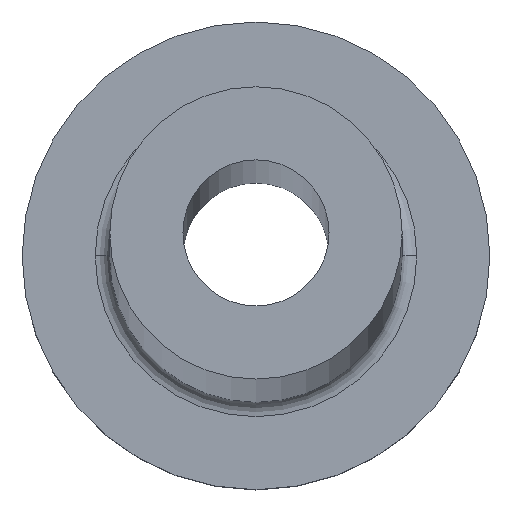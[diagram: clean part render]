
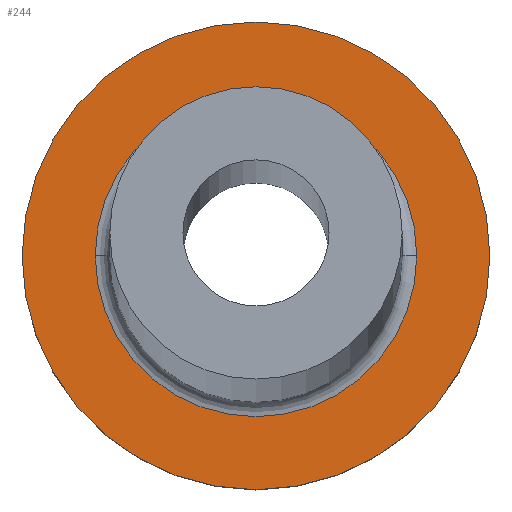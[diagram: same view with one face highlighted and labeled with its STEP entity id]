
A CAD part, top view. The second image highlights one B-rep face of the part: STEP entity #244.
In plain terms, the highlighted planar face has unit normal (0, 0, 1).
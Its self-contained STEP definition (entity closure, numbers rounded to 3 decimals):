
#8 = FACE_BOUND ( 'NONE', #123, .T. ) ;
#9 = DIRECTION ( 'NONE',  ( 1., 0., 0. ) ) ;
#10 = AXIS2_PLACEMENT_3D ( 'NONE', #32, #56, #294 ) ;
#12 = ORIENTED_EDGE ( 'NONE', *, *, #351, .T. ) ;
#31 = CARTESIAN_POINT ( 'NONE',  ( -5.5, 0., 5. ) ) ;
#32 = CARTESIAN_POINT ( 'NONE',  ( 0., 0., 5. ) ) ;
#51 = VERTEX_POINT ( 'NONE', #372 ) ;
#55 = DIRECTION ( 'NONE',  ( 1., 0., 0. ) ) ;
#56 = DIRECTION ( 'NONE',  ( 0., 0., -1. ) ) ;
#63 = EDGE_LOOP ( 'NONE', ( #349, #12 ) ) ;
#79 = CARTESIAN_POINT ( 'NONE',  ( 5.5, 0., 5. ) ) ;
#93 = DIRECTION ( 'NONE',  ( 0., 0., 1. ) ) ;
#97 = FACE_OUTER_BOUND ( 'NONE', #63, .T. ) ;
#98 = VERTEX_POINT ( 'NONE', #79 ) ;
#107 = AXIS2_PLACEMENT_3D ( 'NONE', #169, #136, #380 ) ;
#116 = ORIENTED_EDGE ( 'NONE', *, *, #263, .T. ) ;
#117 = CIRCLE ( 'NONE', #10, 5.5 ) ;
#123 = EDGE_LOOP ( 'NONE', ( #116, #363 ) ) ;
#132 = AXIS2_PLACEMENT_3D ( 'NONE', #361, #239, #9 ) ;
#136 = DIRECTION ( 'NONE',  ( 0., 0., -1. ) ) ;
#169 = CARTESIAN_POINT ( 'NONE',  ( 0., 0., 5. ) ) ;
#181 = EDGE_CURVE ( 'NONE', #203, #98, #320, .T. ) ;
#182 = CARTESIAN_POINT ( 'NONE',  ( 0., 0., 5. ) ) ;
#203 = VERTEX_POINT ( 'NONE', #31 ) ;
#205 = CARTESIAN_POINT ( 'NONE',  ( 0., 0., 5. ) ) ;
#216 = AXIS2_PLACEMENT_3D ( 'NONE', #205, #324, #55 ) ;
#231 = EDGE_CURVE ( 'NONE', #51, #240, #258, .T. ) ;
#239 = DIRECTION ( 'NONE',  ( 0., 0., 1. ) ) ;
#240 = VERTEX_POINT ( 'NONE', #356 ) ;
#244 = ADVANCED_FACE ( 'NONE', ( #8, #97 ), #364, .T. ) ;
#258 = CIRCLE ( 'NONE', #132, 8. ) ;
#263 = EDGE_CURVE ( 'NONE', #98, #203, #117, .T. ) ;
#292 = DIRECTION ( 'NONE',  ( 1., 0., 0. ) ) ;
#294 = DIRECTION ( 'NONE',  ( 1., 0., 0. ) ) ;
#309 = AXIS2_PLACEMENT_3D ( 'NONE', #182, #93, #292 ) ;
#320 = CIRCLE ( 'NONE', #107, 5.5 ) ;
#324 = DIRECTION ( 'NONE',  ( 0., 0., 1. ) ) ;
#345 = CIRCLE ( 'NONE', #216, 8. ) ;
#349 = ORIENTED_EDGE ( 'NONE', *, *, #231, .T. ) ;
#351 = EDGE_CURVE ( 'NONE', #240, #51, #345, .T. ) ;
#356 = CARTESIAN_POINT ( 'NONE',  ( 8., 0., 5. ) ) ;
#361 = CARTESIAN_POINT ( 'NONE',  ( 0., 0., 5. ) ) ;
#363 = ORIENTED_EDGE ( 'NONE', *, *, #181, .T. ) ;
#364 = PLANE ( 'NONE',  #309 ) ;
#372 = CARTESIAN_POINT ( 'NONE',  ( -8., 0., 5. ) ) ;
#380 = DIRECTION ( 'NONE',  ( 1., 0., 0. ) ) ;
